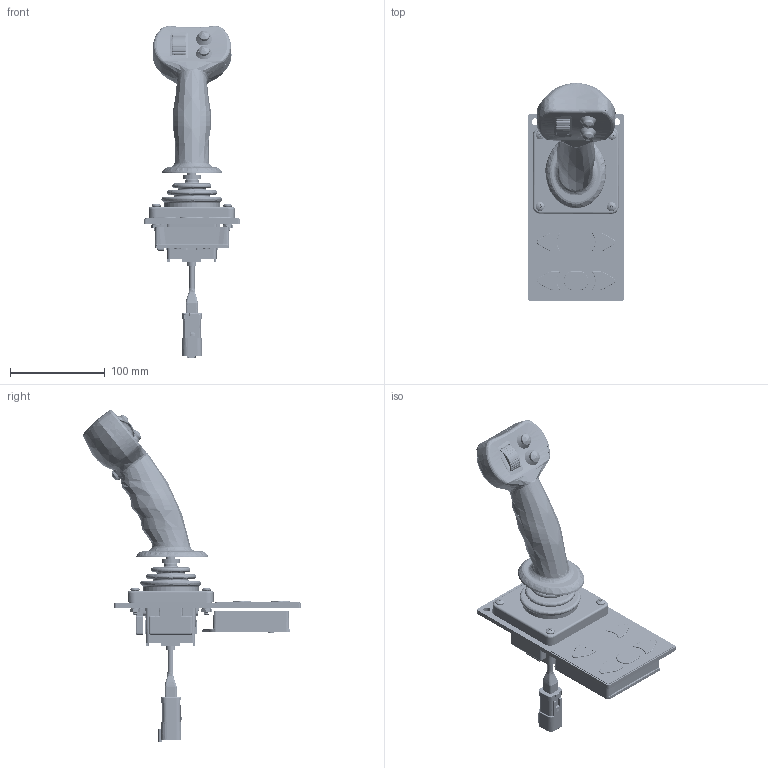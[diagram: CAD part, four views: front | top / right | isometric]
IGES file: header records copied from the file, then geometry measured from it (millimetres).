
Start section: SolidWorks IGES file using analytic representation for surfaces
Global section: file name: 7030X2.IGS; native system: SolidWorks 2019; preprocessor: SolidWorks 2019; author: tmott; date: 191004.163835; units: inch
Bounding box: 101.6 x 229.51 x 349.75 mm (x, y, z)
Surface area: 207681.4 mm2 (no closed solid volume)
Topology: 0 solids, 0 shells, 3012 faces, 35411 edges, 35349 vertices
Faces by surface type: bspline 2208, revolution 804
